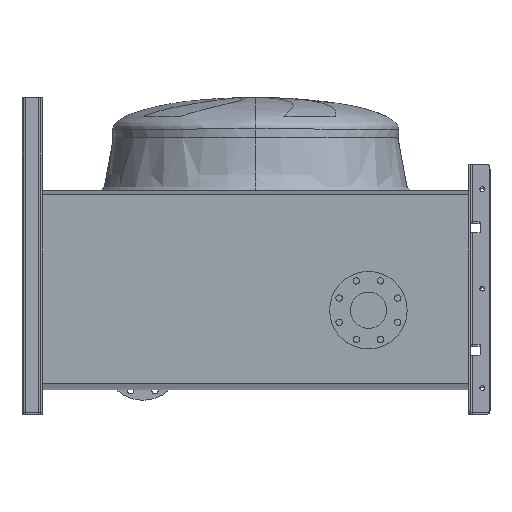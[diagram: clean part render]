
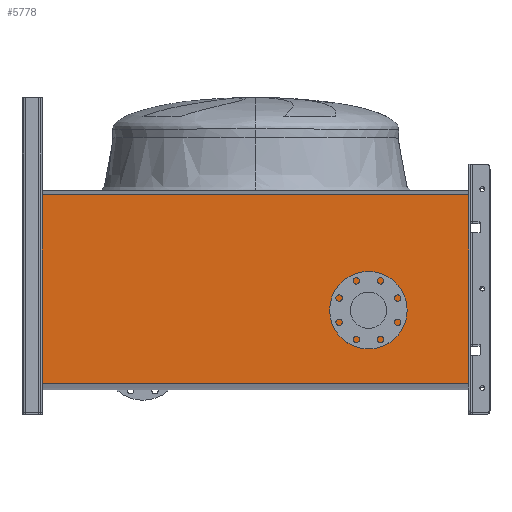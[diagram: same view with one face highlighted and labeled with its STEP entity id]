
A CAD part, top view. The second image highlights one B-rep face of the part: STEP entity #5778.
In plain terms, the highlighted planar face has unit normal (0, 0, 1).
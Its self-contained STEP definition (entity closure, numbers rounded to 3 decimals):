
#187 = CARTESIAN_POINT ( 'NONE',  ( 320., 220., 240. ) ) ;
#343 = CARTESIAN_POINT ( 'NONE',  ( 605., 12.578, 240. ) ) ;
#468 = DIRECTION ( 'NONE',  ( -1., 0., 0. ) ) ;
#741 = FACE_BOUND ( 'NONE', #11057, .T. ) ;
#760 = EDGE_CURVE ( 'NONE', #8206, #2128, #5594, .T. ) ;
#831 = CARTESIAN_POINT ( 'NONE',  ( 605., 12.578, 240. ) ) ;
#1173 = VERTEX_POINT ( 'NONE', #3654 ) ;
#1321 = DIRECTION ( 'NONE',  ( 0., -1., 0. ) ) ;
#1877 = LINE ( 'NONE', #4712, #8375 ) ;
#1975 = EDGE_LOOP ( 'NONE', ( #7319, #9196, #10722, #3612 ) ) ;
#2028 = VERTEX_POINT ( 'NONE', #3700 ) ;
#2128 = VERTEX_POINT ( 'NONE', #3089 ) ;
#2279 = VERTEX_POINT ( 'NONE', #8797 ) ;
#2674 = ORIENTED_EDGE ( 'NONE', *, *, #7753, .T. ) ;
#2814 = DIRECTION ( 'NONE',  ( 0., 0., -1. ) ) ;
#2854 = CARTESIAN_POINT ( 'NONE',  ( 1214.262, 547.422, 240. ) ) ;
#2883 = CARTESIAN_POINT ( 'NONE',  ( -605., 12.578, 240. ) ) ;
#3031 = VECTOR ( 'NONE', #1321, 1000. ) ;
#3089 = CARTESIAN_POINT ( 'NONE',  ( -605., 12.578, 240. ) ) ;
#3183 = VECTOR ( 'NONE', #9366, 1000. ) ;
#3268 = ORIENTED_EDGE ( 'NONE', *, *, #4475, .T. ) ;
#3550 = CARTESIAN_POINT ( 'NONE',  ( 320., 220., 240. ) ) ;
#3612 = ORIENTED_EDGE ( 'NONE', *, *, #8105, .F. ) ;
#3654 = CARTESIAN_POINT ( 'NONE',  ( 320., 274., 240. ) ) ;
#3700 = CARTESIAN_POINT ( 'NONE',  ( 605., 547.422, 240. ) ) ;
#3930 = CIRCLE ( 'NONE', #11236, 54. ) ;
#4126 = DIRECTION ( 'NONE',  ( -1., 0., 0. ) ) ;
#4183 = DIRECTION ( 'NONE',  ( 0., 0., -1. ) ) ;
#4475 = EDGE_CURVE ( 'NONE', #1173, #2279, #3930, .T. ) ;
#4712 = CARTESIAN_POINT ( 'NONE',  ( 1214.262, 12.578, 240. ) ) ;
#4821 = CIRCLE ( 'NONE', #5188, 54. ) ;
#4958 = EDGE_CURVE ( 'NONE', #2028, #8206, #8152, .T. ) ;
#5155 = EDGE_CURVE ( 'NONE', #2028, #7895, #10302, .T. ) ;
#5188 = AXIS2_PLACEMENT_3D ( 'NONE', #187, #2814, #9917 ) ;
#5273 = AXIS2_PLACEMENT_3D ( 'NONE', #11463, #4183, #4126 ) ;
#5475 = DIRECTION ( 'NONE',  ( -1., 0., 0. ) ) ;
#5594 = LINE ( 'NONE', #2883, #3031 ) ;
#5623 = DIRECTION ( 'NONE',  ( -1., 0., 0. ) ) ;
#5778 = ADVANCED_FACE ( 'NONE', ( #7941, #741 ), #7705, .F. ) ;
#7306 = VECTOR ( 'NONE', #5623, 1000. ) ;
#7319 = ORIENTED_EDGE ( 'NONE', *, *, #5155, .F. ) ;
#7705 = PLANE ( 'NONE',  #5273 ) ;
#7753 = EDGE_CURVE ( 'NONE', #2279, #1173, #4821, .T. ) ;
#7895 = VERTEX_POINT ( 'NONE', #831 ) ;
#7941 = FACE_OUTER_BOUND ( 'NONE', #1975, .T. ) ;
#8105 = EDGE_CURVE ( 'NONE', #7895, #2128, #1877, .T. ) ;
#8152 = LINE ( 'NONE', #2854, #7306 ) ;
#8206 = VERTEX_POINT ( 'NONE', #8468 ) ;
#8375 = VECTOR ( 'NONE', #5475, 1000. ) ;
#8468 = CARTESIAN_POINT ( 'NONE',  ( -605., 547.422, 240. ) ) ;
#8558 = DIRECTION ( 'NONE',  ( 0., 0., -1. ) ) ;
#8797 = CARTESIAN_POINT ( 'NONE',  ( 320., 166., 240. ) ) ;
#9196 = ORIENTED_EDGE ( 'NONE', *, *, #4958, .T. ) ;
#9366 = DIRECTION ( 'NONE',  ( 0., -1., 0. ) ) ;
#9917 = DIRECTION ( 'NONE',  ( -1., 0., 0. ) ) ;
#10302 = LINE ( 'NONE', #343, #3183 ) ;
#10722 = ORIENTED_EDGE ( 'NONE', *, *, #760, .T. ) ;
#11057 = EDGE_LOOP ( 'NONE', ( #3268, #2674 ) ) ;
#11236 = AXIS2_PLACEMENT_3D ( 'NONE', #3550, #8558, #468 ) ;
#11463 = CARTESIAN_POINT ( 'NONE',  ( 1214.262, 12.578, 240. ) ) ;
